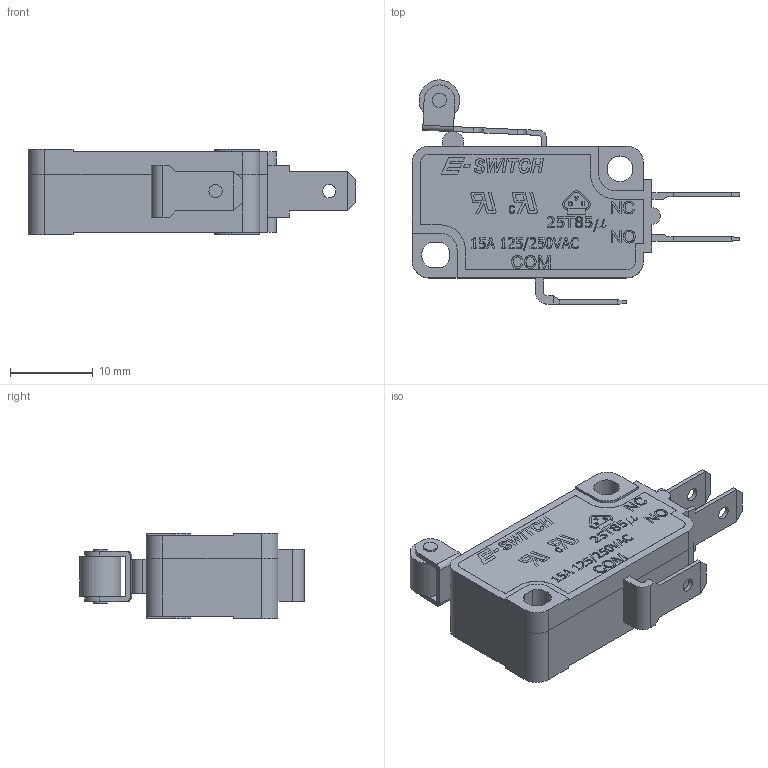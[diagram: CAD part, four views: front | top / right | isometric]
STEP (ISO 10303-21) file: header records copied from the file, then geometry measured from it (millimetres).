
FILE_DESCRIPTION(/* description */ (''),/* implementation_level */ '2;1');
FILE_NAME(/* name */ 'LS085xx05FxxxC1A.stp',/* time_stamp */ '2022-03-23T09:17:48-05:00',/* author */ ('mwilliams'),/* organization */ (''),/* preprocessor_version */ 'ST-DEVELOPER v18',/* originating_system */ 'Autodesk Inventor 2020',/* authorisation */ '');
FILE_SCHEMA (('AUTOMOTIVE_DESIGN { 1 0 10303 214 3 1 1 }'));
Length unit declared in the file: inch
Products named in the file (1): Q950031_Shrinkwrap_1
Bounding box: 39.5 x 27.03 x 10.3 mm (x, y, z)
Volume: 4481 mm3; surface area: 2856.6 mm2
Topology: 1 solids, 1 shells, 823 faces, 2253 edges, 1490 vertices
Faces by surface type: plane 543, bspline 207, cylinder 73
Full cylindrical faces by diameter (mm): 1.4 x1, 1.6 x3, 1.7 x2, 3.1 x2, 4.92 x1
Entity records: 28345 total; most frequent: CARTESIAN_POINT 8692, ORIENTED_EDGE 4508, DIRECTION 3213, EDGE_CURVE 2254, LINE 1701, VECTOR 1701, VERTEX_POINT 1490, EDGE_LOOP 892
